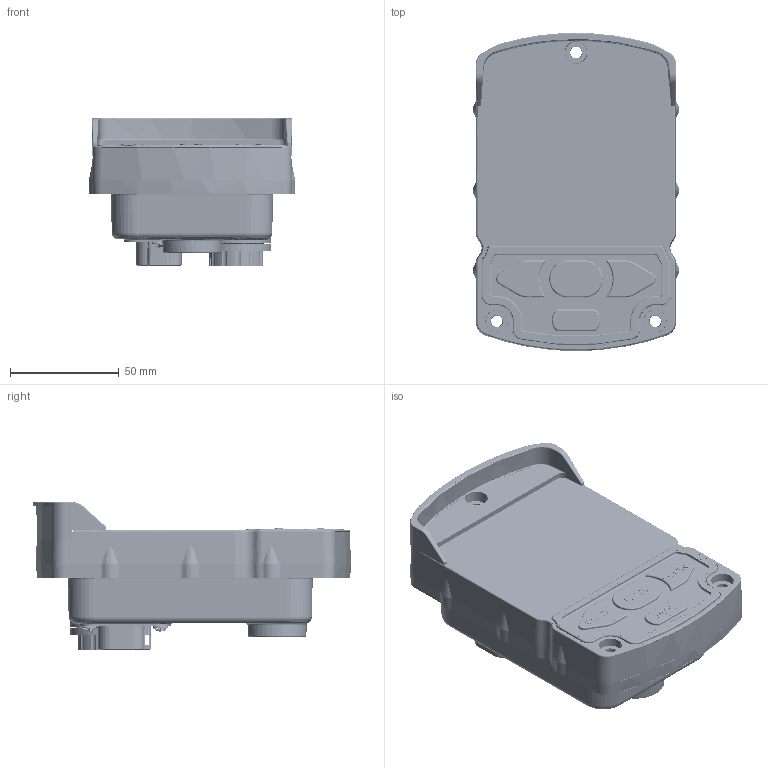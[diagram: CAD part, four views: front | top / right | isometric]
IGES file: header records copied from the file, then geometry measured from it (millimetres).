
Start section: SolidWorks IGES file using analytic representation for surfaces
Global section: file name: 81857000_defeature.IGS; native system: SolidWorks 2018; preprocessor: SolidWorks 2018; author: tmott; date: 180913.110207; units: inch
Bounding box: 95 x 146.62 x 67.89 mm (x, y, z)
Surface area: 94297.7 mm2 (no closed solid volume)
Topology: 0 solids, 0 shells, 2584 faces, 25240 edges, 25226 vertices
Faces by surface type: bspline 1637, revolution 947
